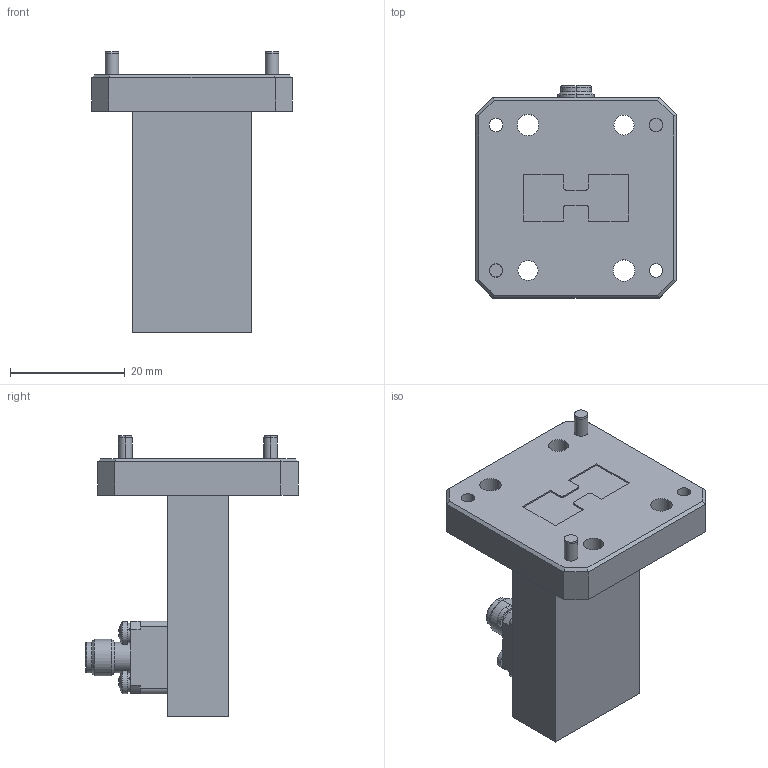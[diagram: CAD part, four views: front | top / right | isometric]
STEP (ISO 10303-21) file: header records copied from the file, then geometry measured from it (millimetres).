
FILE_DESCRIPTION (( 'STEP AP203' ), '1' );
FILE_NAME ('SWC-650SF-R3-WRD.STEP', '2022-04-19T19:16:44', ( '' ), ( '' ), 'SwSTEP 2.0', 'SolidWorks 2021', '' );
FILE_SCHEMA (( 'CONFIG_CONTROL_DESIGN' ));
Length unit declared in the file: inch
Products named in the file (1): SWC-650SF-R3-WRD
Bounding box: 35 x 37.08 x 49 mm (x, y, z)
Volume: 17271.8 mm3; surface area: 6652.2 mm2
Topology: 1 solids, 1 shells, 223 faces, 596 edges, 390 vertices
Faces by surface type: plane 113, cylinder 92, cone 8, sphere 8, torus 2
Entity records: 7189 total; most frequent: CARTESIAN_POINT 1434, DIRECTION 1228, ORIENTED_EDGE 1192, EDGE_CURVE 596, AXIS2_PLACEMENT_3D 472, VERTEX_POINT 390, VECTOR 284, LINE 284
